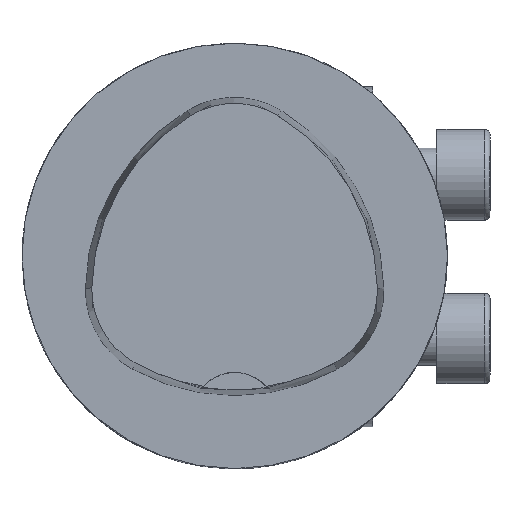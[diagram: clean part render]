
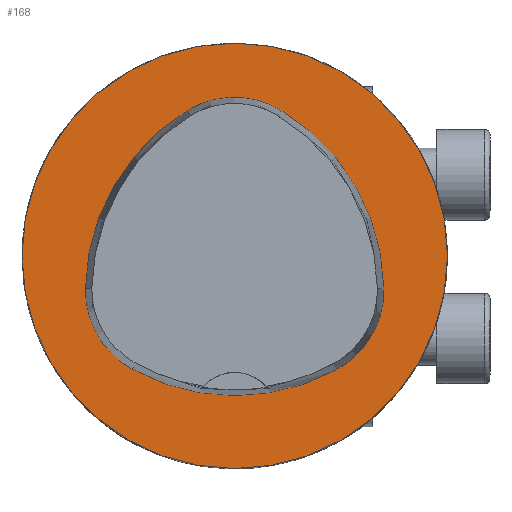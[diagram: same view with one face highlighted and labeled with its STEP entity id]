
A CAD part, top view. The second image highlights one B-rep face of the part: STEP entity #168.
In plain terms, the highlighted planar face has unit normal (0, 0, 1).
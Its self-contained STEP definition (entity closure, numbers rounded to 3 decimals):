
#64=PLANE('',#1092);
#168=ADVANCED_FACE('',(#287,#288),#64,.T.);
#202=CIRCLE('',#995,20.);
#228=CIRCLE('',#1070,20.);
#230=CIRCLE('',#1073,8.5);
#232=CIRCLE('',#1076,20.);
#234=CIRCLE('',#1079,8.5);
#238=CIRCLE('',#1084,20.);
#240=CIRCLE('',#1087,8.5);
#287=FACE_BOUND('',#361,.T.);
#288=FACE_BOUND('',#362,.T.);
#361=EDGE_LOOP('',(#607,#608,#609,#610,#611,#612));
#362=EDGE_LOOP('',(#613));
#607=ORIENTED_EDGE('',*,*,#848,.T.);
#608=ORIENTED_EDGE('',*,*,#828,.T.);
#609=ORIENTED_EDGE('',*,*,#832,.T.);
#610=ORIENTED_EDGE('',*,*,#835,.T.);
#611=ORIENTED_EDGE('',*,*,#838,.T.);
#612=ORIENTED_EDGE('',*,*,#846,.T.);
#613=ORIENTED_EDGE('',*,*,#771,.F.);
#684=VERTEX_POINT('',#1556);
#723=VERTEX_POINT('',#1716);
#724=VERTEX_POINT('',#1717);
#727=VERTEX_POINT('',#1725);
#729=VERTEX_POINT('',#1731);
#731=VERTEX_POINT('',#1737);
#738=VERTEX_POINT('',#1758);
#771=EDGE_CURVE('',#684,#684,#202,.T.);
#828=EDGE_CURVE('',#723,#724,#228,.T.);
#832=EDGE_CURVE('',#724,#727,#230,.T.);
#835=EDGE_CURVE('',#727,#729,#232,.T.);
#838=EDGE_CURVE('',#729,#731,#234,.T.);
#846=EDGE_CURVE('',#731,#738,#238,.T.);
#848=EDGE_CURVE('',#738,#723,#240,.T.);
#995=AXIS2_PLACEMENT_3D('',#1555,#1150,#1151);
#1070=AXIS2_PLACEMENT_3D('',#1715,#1318,#1319);
#1073=AXIS2_PLACEMENT_3D('',#1724,#1326,#1327);
#1076=AXIS2_PLACEMENT_3D('',#1730,#1333,#1334);
#1079=AXIS2_PLACEMENT_3D('',#1736,#1340,#1341);
#1084=AXIS2_PLACEMENT_3D('',#1759,#1352,#1353);
#1087=AXIS2_PLACEMENT_3D('',#1762,#1358,#1359);
#1092=AXIS2_PLACEMENT_3D('',#1767,#1368,#1369);
#1150=DIRECTION('',(0.,0.,-1.));
#1151=DIRECTION('',(-1.,0.,0.));
#1318=DIRECTION('',(0.,0.,-1.));
#1319=DIRECTION('',(-1.,0.,0.));
#1326=DIRECTION('',(0.,0.,-1.));
#1327=DIRECTION('',(-1.,0.,0.));
#1333=DIRECTION('',(0.,0.,-1.));
#1334=DIRECTION('',(-1.,0.,0.));
#1340=DIRECTION('',(0.,0.,-1.));
#1341=DIRECTION('',(-1.,0.,0.));
#1352=DIRECTION('',(0.,0.,-1.));
#1353=DIRECTION('',(-1.,0.,0.));
#1358=DIRECTION('',(0.,0.,-1.));
#1359=DIRECTION('',(-1.,0.,0.));
#1368=DIRECTION('',(0.,0.,1.));
#1369=DIRECTION('',(1.,0.,0.));
#1555=CARTESIAN_POINT('',(0.,0.,0.));
#1556=CARTESIAN_POINT('',(-20.,0.,0.));
#1715=CARTESIAN_POINT('',(5.955,-3.414,0.));
#1716=CARTESIAN_POINT('',(-14.041,-3.042,0.));
#1717=CARTESIAN_POINT('',(-4.472,13.653,0.));
#1724=CARTESIAN_POINT('',(-0.04,6.4,0.));
#1725=CARTESIAN_POINT('',(4.347,13.68,0.));
#1730=CARTESIAN_POINT('',(-5.976,-3.45,0.));
#1731=CARTESIAN_POINT('',(14.021,-3.075,0.));
#1736=CARTESIAN_POINT('',(5.522,-3.235,0.));
#1737=CARTESIAN_POINT('',(9.588,-10.699,0.));
#1758=CARTESIAN_POINT('',(-9.655,-10.639,0.));
#1759=CARTESIAN_POINT('',(0.022,6.864,0.));
#1762=CARTESIAN_POINT('',(-5.543,-3.2,0.));
#1767=CARTESIAN_POINT('',(0.,0.,0.));
